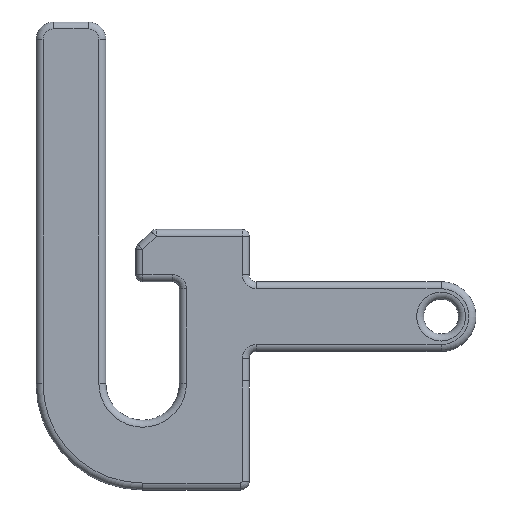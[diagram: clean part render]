
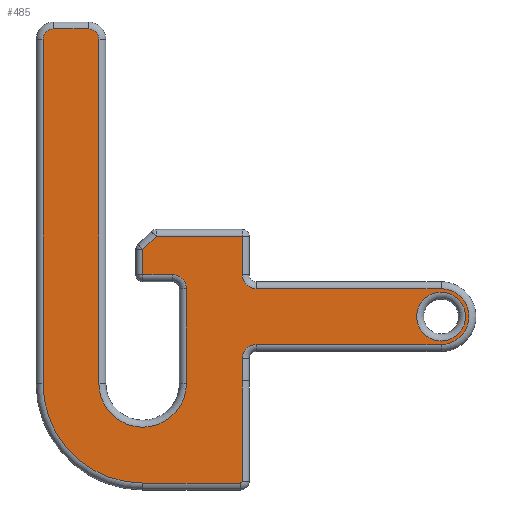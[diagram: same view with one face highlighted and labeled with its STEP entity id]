
A CAD part, front view. The second image highlights one B-rep face of the part: STEP entity #485.
In plain terms, the highlighted planar face has unit normal (0, -1, 0).
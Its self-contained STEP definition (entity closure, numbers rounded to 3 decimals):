
#128 = VERTEX_POINT('',#129);
#129 = CARTESIAN_POINT('',(1.6,-2.8,-3.04));
#136 = EDGE_CURVE('',#128,#137,#139,.T.);
#137 = VERTEX_POINT('',#138);
#138 = CARTESIAN_POINT('',(1.6,-2.8,16.68));
#139 = LINE('',#140,#141);
#140 = CARTESIAN_POINT('',(1.6,-2.8,-3.04));
#141 = VECTOR('',#142,1.);
#142 = DIRECTION('',(0.,0.,1.));
#220 = VERTEX_POINT('',#221);
#221 = CARTESIAN_POINT('',(6.62,-2.8,-3.04));
#230 = EDGE_CURVE('',#220,#128,#231,.T.);
#231 = CIRCLE('',#232,2.51);
#232 = AXIS2_PLACEMENT_3D('',#233,#234,#235);
#233 = CARTESIAN_POINT('',(4.11,-2.8,-3.04));
#234 = DIRECTION('',(-0.,1.,0.));
#235 = DIRECTION('',(1.,0.,0.));
#485 = ADVANCED_FACE('',(#486,#664),#675,.F.);
#486 = FACE_BOUND('',#487,.F.);
#487 = EDGE_LOOP('',(#488,#496,#505,#513,#521,#529,#537,#545,#554,#562,
    #571,#579,#588,#596,#604,#613,#621,#630,#638,#647,#655,#662,#663));
#488 = ORIENTED_EDGE('',*,*,#489,.F.);
#489 = EDGE_CURVE('',#490,#220,#492,.T.);
#490 = VERTEX_POINT('',#491);
#491 = CARTESIAN_POINT('',(6.62,-2.8,2.39));
#492 = LINE('',#493,#494);
#493 = CARTESIAN_POINT('',(6.62,-2.8,2.79));
#494 = VECTOR('',#495,1.);
#495 = DIRECTION('',(0.,0.,-1.));
#496 = ORIENTED_EDGE('',*,*,#497,.F.);
#497 = EDGE_CURVE('',#498,#490,#500,.T.);
#498 = VERTEX_POINT('',#499);
#499 = CARTESIAN_POINT('',(5.82,-2.8,3.19));
#500 = CIRCLE('',#501,0.8);
#501 = AXIS2_PLACEMENT_3D('',#502,#503,#504);
#502 = CARTESIAN_POINT('',(5.82,-2.8,2.39));
#503 = DIRECTION('',(0.,1.,0.));
#504 = DIRECTION('',(0.,-0.,1.));
#505 = ORIENTED_EDGE('',*,*,#506,.F.);
#506 = EDGE_CURVE('',#507,#498,#509,.T.);
#507 = VERTEX_POINT('',#508);
#508 = CARTESIAN_POINT('',(4.12,-2.8,3.19));
#509 = LINE('',#510,#511);
#510 = CARTESIAN_POINT('',(3.72,-2.8,3.19));
#511 = VECTOR('',#512,1.);
#512 = DIRECTION('',(1.,0.,0.));
#513 = ORIENTED_EDGE('',*,*,#514,.F.);
#514 = EDGE_CURVE('',#515,#507,#517,.T.);
#515 = VERTEX_POINT('',#516);
#516 = CARTESIAN_POINT('',(4.12,-2.8,4.624));
#517 = LINE('',#518,#519);
#518 = CARTESIAN_POINT('',(4.12,-2.8,4.79));
#519 = VECTOR('',#520,1.);
#520 = DIRECTION('',(0.,0.,-1.));
#521 = ORIENTED_EDGE('',*,*,#522,.F.);
#522 = EDGE_CURVE('',#523,#515,#525,.T.);
#523 = VERTEX_POINT('',#524);
#524 = CARTESIAN_POINT('',(4.886,-2.8,5.39));
#525 = LINE('',#526,#527);
#526 = CARTESIAN_POINT('',(5.003,-2.8,5.507));
#527 = VECTOR('',#528,1.);
#528 = DIRECTION('',(-0.707,0.,-0.707));
#529 = ORIENTED_EDGE('',*,*,#530,.F.);
#530 = EDGE_CURVE('',#531,#523,#533,.T.);
#531 = VERTEX_POINT('',#532);
#532 = CARTESIAN_POINT('',(9.82,-2.8,5.39));
#533 = LINE('',#534,#535);
#534 = CARTESIAN_POINT('',(10.22,-2.8,5.39));
#535 = VECTOR('',#536,1.);
#536 = DIRECTION('',(-1.,-0.,0.));
#537 = ORIENTED_EDGE('',*,*,#538,.F.);
#538 = EDGE_CURVE('',#539,#531,#541,.T.);
#539 = VERTEX_POINT('',#540);
#540 = CARTESIAN_POINT('',(9.82,-2.8,3.19));
#541 = LINE('',#542,#543);
#542 = CARTESIAN_POINT('',(9.82,-2.8,2.79));
#543 = VECTOR('',#544,1.);
#544 = DIRECTION('',(0.,0.,1.));
#545 = ORIENTED_EDGE('',*,*,#546,.T.);
#546 = EDGE_CURVE('',#539,#547,#549,.T.);
#547 = VERTEX_POINT('',#548);
#548 = CARTESIAN_POINT('',(10.62,-2.8,2.39));
#549 = CIRCLE('',#550,0.8);
#550 = AXIS2_PLACEMENT_3D('',#551,#552,#553);
#551 = CARTESIAN_POINT('',(10.62,-2.8,3.19));
#552 = DIRECTION('',(-0.,-1.,0.));
#553 = DIRECTION('',(-1.,0.,0.));
#554 = ORIENTED_EDGE('',*,*,#555,.F.);
#555 = EDGE_CURVE('',#556,#547,#558,.T.);
#556 = VERTEX_POINT('',#557);
#557 = CARTESIAN_POINT('',(21.22,-2.8,2.39));
#558 = LINE('',#559,#560);
#559 = CARTESIAN_POINT('',(21.22,-2.8,2.39));
#560 = VECTOR('',#561,1.);
#561 = DIRECTION('',(-1.,-0.,0.));
#562 = ORIENTED_EDGE('',*,*,#563,.F.);
#563 = EDGE_CURVE('',#564,#556,#566,.T.);
#564 = VERTEX_POINT('',#565);
#565 = CARTESIAN_POINT('',(21.22,-2.8,-0.81));
#566 = CIRCLE('',#567,1.6);
#567 = AXIS2_PLACEMENT_3D('',#568,#569,#570);
#568 = CARTESIAN_POINT('',(21.22,-2.8,0.79));
#569 = DIRECTION('',(0.,-1.,0.));
#570 = DIRECTION('',(0.,0.,-1.));
#571 = ORIENTED_EDGE('',*,*,#572,.F.);
#572 = EDGE_CURVE('',#573,#564,#575,.T.);
#573 = VERTEX_POINT('',#574);
#574 = CARTESIAN_POINT('',(10.62,-2.8,-0.81));
#575 = LINE('',#576,#577);
#576 = CARTESIAN_POINT('',(10.22,-2.8,-0.81));
#577 = VECTOR('',#578,1.);
#578 = DIRECTION('',(1.,0.,0.));
#579 = ORIENTED_EDGE('',*,*,#580,.T.);
#580 = EDGE_CURVE('',#573,#581,#583,.T.);
#581 = VERTEX_POINT('',#582);
#582 = CARTESIAN_POINT('',(9.82,-2.8,-1.61));
#583 = CIRCLE('',#584,0.8);
#584 = AXIS2_PLACEMENT_3D('',#585,#586,#587);
#585 = CARTESIAN_POINT('',(10.62,-2.8,-1.61));
#586 = DIRECTION('',(0.,-1.,0.));
#587 = DIRECTION('',(0.,0.,1.));
#588 = ORIENTED_EDGE('',*,*,#589,.F.);
#589 = EDGE_CURVE('',#590,#581,#592,.T.);
#590 = VERTEX_POINT('',#591);
#591 = CARTESIAN_POINT('',(9.82,-2.8,-2.9));
#592 = LINE('',#593,#594);
#593 = CARTESIAN_POINT('',(9.82,-2.8,-2.9));
#594 = VECTOR('',#595,1.);
#595 = DIRECTION('',(0.,0.,1.));
#596 = ORIENTED_EDGE('',*,*,#597,.F.);
#597 = EDGE_CURVE('',#598,#590,#600,.T.);
#598 = VERTEX_POINT('',#599);
#599 = CARTESIAN_POINT('',(9.82,-2.8,-8.65));
#600 = LINE('',#601,#602);
#601 = CARTESIAN_POINT('',(9.82,-2.8,-8.65));
#602 = VECTOR('',#603,1.);
#603 = DIRECTION('',(0.,0.,1.));
#604 = ORIENTED_EDGE('',*,*,#605,.F.);
#605 = EDGE_CURVE('',#606,#598,#608,.T.);
#606 = VERTEX_POINT('',#607);
#607 = CARTESIAN_POINT('',(9.72,-2.8,-8.75));
#608 = CIRCLE('',#609,0.1);
#609 = AXIS2_PLACEMENT_3D('',#610,#611,#612);
#610 = CARTESIAN_POINT('',(9.72,-2.8,-8.65));
#611 = DIRECTION('',(0.,-1.,0.));
#612 = DIRECTION('',(0.,0.,-1.));
#613 = ORIENTED_EDGE('',*,*,#614,.F.);
#614 = EDGE_CURVE('',#615,#606,#617,.T.);
#615 = VERTEX_POINT('',#616);
#616 = CARTESIAN_POINT('',(4.11,-2.8,-8.75));
#617 = LINE('',#618,#619);
#618 = CARTESIAN_POINT('',(4.11,-2.8,-8.75));
#619 = VECTOR('',#620,1.);
#620 = DIRECTION('',(1.,0.,0.));
#621 = ORIENTED_EDGE('',*,*,#622,.F.);
#622 = EDGE_CURVE('',#623,#615,#625,.T.);
#623 = VERTEX_POINT('',#624);
#624 = CARTESIAN_POINT('',(-1.6,-2.8,-3.04));
#625 = CIRCLE('',#626,5.71);
#626 = AXIS2_PLACEMENT_3D('',#627,#628,#629);
#627 = CARTESIAN_POINT('',(4.11,-2.8,-3.04));
#628 = DIRECTION('',(-0.,-1.,0.));
#629 = DIRECTION('',(-1.,0.,0.));
#630 = ORIENTED_EDGE('',*,*,#631,.F.);
#631 = EDGE_CURVE('',#632,#623,#634,.T.);
#632 = VERTEX_POINT('',#633);
#633 = CARTESIAN_POINT('',(-1.6,-2.8,16.68));
#634 = LINE('',#635,#636);
#635 = CARTESIAN_POINT('',(-1.6,-2.8,16.68));
#636 = VECTOR('',#637,1.);
#637 = DIRECTION('',(0.,0.,-1.));
#638 = ORIENTED_EDGE('',*,*,#639,.F.);
#639 = EDGE_CURVE('',#640,#632,#642,.T.);
#640 = VERTEX_POINT('',#641);
#641 = CARTESIAN_POINT('',(-1.,-2.8,17.28));
#642 = CIRCLE('',#643,0.6);
#643 = AXIS2_PLACEMENT_3D('',#644,#645,#646);
#644 = CARTESIAN_POINT('',(-1.,-2.8,16.68));
#645 = DIRECTION('',(-0.,-1.,0.));
#646 = DIRECTION('',(0.,0.,1.));
#647 = ORIENTED_EDGE('',*,*,#648,.F.);
#648 = EDGE_CURVE('',#649,#640,#651,.T.);
#649 = VERTEX_POINT('',#650);
#650 = CARTESIAN_POINT('',(1.,-2.8,17.28));
#651 = LINE('',#652,#653);
#652 = CARTESIAN_POINT('',(1.,-2.8,17.28));
#653 = VECTOR('',#654,1.);
#654 = DIRECTION('',(-1.,-0.,0.));
#655 = ORIENTED_EDGE('',*,*,#656,.F.);
#656 = EDGE_CURVE('',#137,#649,#657,.T.);
#657 = CIRCLE('',#658,0.6);
#658 = AXIS2_PLACEMENT_3D('',#659,#660,#661);
#659 = CARTESIAN_POINT('',(1.,-2.8,16.68));
#660 = DIRECTION('',(0.,-1.,0.));
#661 = DIRECTION('',(1.,0.,0.));
#662 = ORIENTED_EDGE('',*,*,#136,.F.);
#663 = ORIENTED_EDGE('',*,*,#230,.F.);
#664 = FACE_BOUND('',#665,.F.);
#665 = EDGE_LOOP('',(#666));
#666 = ORIENTED_EDGE('',*,*,#667,.T.);
#667 = EDGE_CURVE('',#668,#668,#670,.T.);
#668 = VERTEX_POINT('',#669);
#669 = CARTESIAN_POINT('',(22.62,-2.8,0.79));
#670 = CIRCLE('',#671,1.4);
#671 = AXIS2_PLACEMENT_3D('',#672,#673,#674);
#672 = CARTESIAN_POINT('',(21.22,-2.8,0.79));
#673 = DIRECTION('',(0.,-1.,0.));
#674 = DIRECTION('',(1.,0.,0.));
#675 = PLANE('',#676);
#676 = AXIS2_PLACEMENT_3D('',#677,#678,#679);
#677 = CARTESIAN_POINT('',(6.862,-2.8,2.065));
#678 = DIRECTION('',(0.,1.,0.));
#679 = DIRECTION('',(0.,0.,1.));
